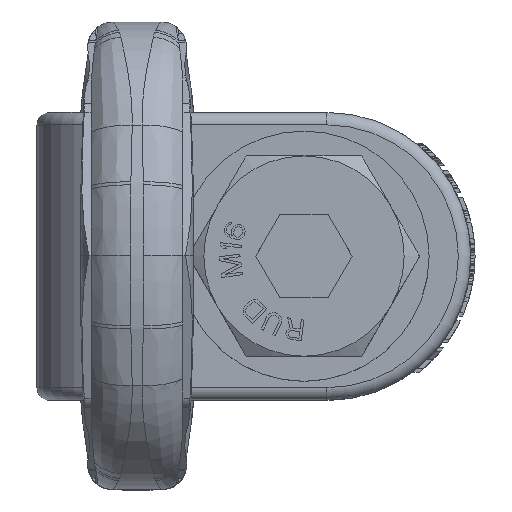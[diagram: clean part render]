
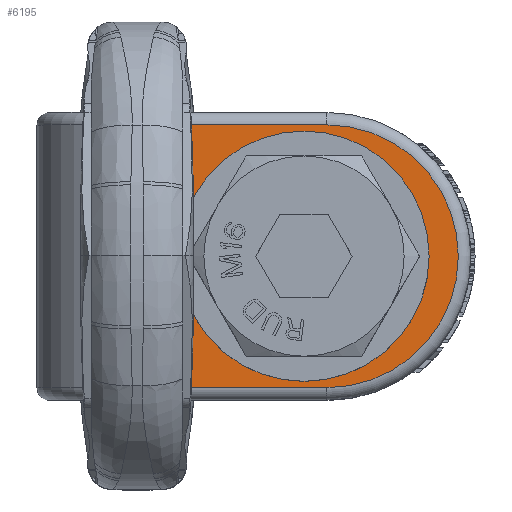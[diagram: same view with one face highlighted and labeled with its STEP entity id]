
A CAD part, top view. The second image highlights one B-rep face of the part: STEP entity #6195.
In plain terms, the highlighted planar face has unit normal (0, 0, 1).
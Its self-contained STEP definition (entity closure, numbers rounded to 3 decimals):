
#167=DIRECTION('',(-1.,0.,0.));
#168=VECTOR('',#167,22.25);
#169=CARTESIAN_POINT('',(36.75,15.75,25.));
#170=LINE('',#169,#168);
#171=CARTESIAN_POINT('',(36.75,0.,25.));
#172=DIRECTION('',(0.,0.,1.));
#173=DIRECTION('',(0.,-1.,0.));
#174=AXIS2_PLACEMENT_3D('',#171,#172,#173);
#176=DIRECTION('',(1.,0.,0.));
#177=VECTOR('',#176,22.25);
#178=CARTESIAN_POINT('',(14.5,-15.75,25.));
#179=LINE('',#178,#177);
#180=DIRECTION('',(0.,-1.,0.));
#181=VECTOR('',#180,31.5);
#182=CARTESIAN_POINT('',(14.5,15.75,25.));
#183=LINE('',#182,#181);
#184=CARTESIAN_POINT('',(34.,0.,25.));
#185=DIRECTION('',(0.,0.,-1.));
#186=DIRECTION('',(-1.,0.,0.));
#187=AXIS2_PLACEMENT_3D('',#184,#185,#186);
#189=CARTESIAN_POINT('',(34.,0.,25.));
#190=DIRECTION('',(0.,0.,-1.));
#191=DIRECTION('',(1.,0.,0.));
#192=AXIS2_PLACEMENT_3D('',#189,#190,#191);
#4934=CARTESIAN_POINT('',(36.75,15.75,25.));
#4935=CARTESIAN_POINT('',(14.5,15.75,25.));
#4936=VERTEX_POINT('',#4934);
#4937=VERTEX_POINT('',#4935);
#4958=CARTESIAN_POINT('',(14.5,-15.75,25.));
#4959=VERTEX_POINT('',#4958);
#4962=CARTESIAN_POINT('',(36.75,-15.75,25.));
#4963=VERTEX_POINT('',#4962);
#5002=CARTESIAN_POINT('',(21.75,0.,25.));
#5003=CARTESIAN_POINT('',(46.25,0.,25.));
#5004=VERTEX_POINT('',#5002);
#5005=VERTEX_POINT('',#5003);
#6176=CARTESIAN_POINT('',(0.,0.,25.));
#6177=DIRECTION('',(0.,0.,1.));
#6178=DIRECTION('',(-1.,0.,0.));
#6179=AXIS2_PLACEMENT_3D('',#6176,#6177,#6178);
#6180=PLANE('',#6179);
#6182=ORIENTED_EDGE('',*,*,#6181,.F.);
#6184=ORIENTED_EDGE('',*,*,#6183,.F.);
#6185=ORIENTED_EDGE('',*,*,#6167,.F.);
#6186=ORIENTED_EDGE('',*,*,#6019,.F.);
#6187=EDGE_LOOP('',(#6182,#6184,#6185,#6186));
#6188=FACE_OUTER_BOUND('',#6187,.F.);
#6190=ORIENTED_EDGE('',*,*,#6189,.F.);
#6192=ORIENTED_EDGE('',*,*,#6191,.F.);
#6193=EDGE_LOOP('',(#6190,#6192));
#6194=FACE_BOUND('',#6193,.F.);
#6195=ADVANCED_FACE('',(#6188,#6194),#6180,.T.);
#175=CIRCLE('',#174,15.75);
#188=CIRCLE('',#187,12.25);
#193=CIRCLE('',#192,12.25);
#6019=EDGE_CURVE('',#4937,#4959,#183,.T.);
#6167=EDGE_CURVE('',#4959,#4963,#179,.T.);
#6181=EDGE_CURVE('',#4936,#4937,#170,.T.);
#6183=EDGE_CURVE('',#4963,#4936,#175,.T.);
#6189=EDGE_CURVE('',#5004,#5005,#188,.T.);
#6191=EDGE_CURVE('',#5005,#5004,#193,.T.);
